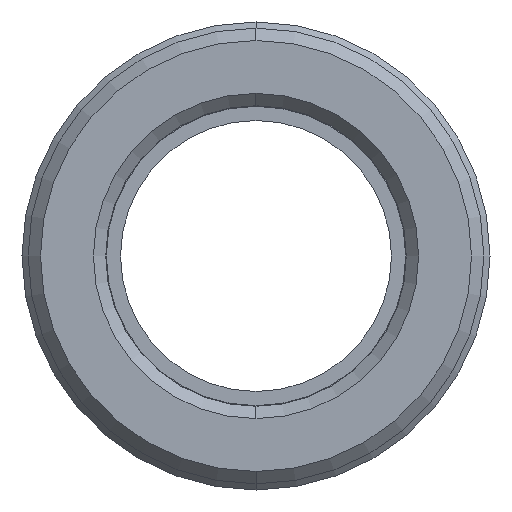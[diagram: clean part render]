
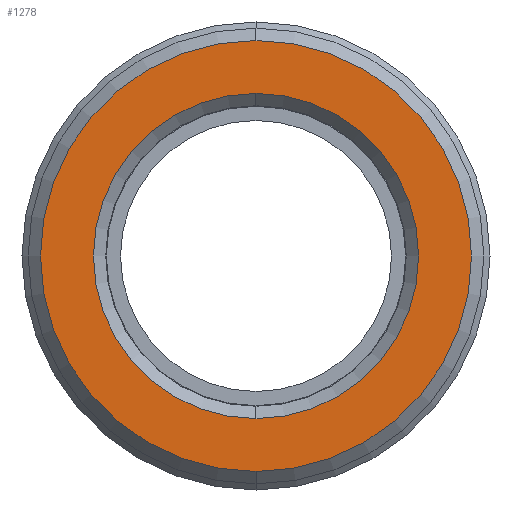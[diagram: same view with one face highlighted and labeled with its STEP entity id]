
A CAD part, front view. The second image highlights one B-rep face of the part: STEP entity #1278.
In plain terms, the highlighted planar face has unit normal (0, -1, 0).
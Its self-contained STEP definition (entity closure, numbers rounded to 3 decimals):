
#418 = DIRECTION ( 'NONE',  ( 0., 1., 0. ) ) ;
#419 = DIRECTION ( 'NONE',  ( 0., 0., 1. ) ) ;
#423 = CARTESIAN_POINT ( 'NONE',  ( 0., -21., 8.75 ) ) ;
#441 = CIRCLE ( 'NONE', #581, 6.6 ) ;
#561 = DIRECTION ( 'NONE',  ( 0., 0., 1. ) ) ;
#562 = DIRECTION ( 'NONE',  ( 0., 1., 0. ) ) ;
#563 = CARTESIAN_POINT ( 'NONE',  ( 0., -21., 0. ) ) ;
#564 = AXIS2_PLACEMENT_3D ( 'NONE', #563, #562, #561 ) ;
#565 = CIRCLE ( 'NONE', #564, 8.75 ) ;
#570 = DIRECTION ( 'NONE',  ( 0., 0., 1. ) ) ;
#571 = DIRECTION ( 'NONE',  ( 0., 1., 0. ) ) ;
#572 = CARTESIAN_POINT ( 'NONE',  ( -8.75, -21., 0. ) ) ;
#574 = AXIS2_PLACEMENT_3D ( 'NONE', #572, #571, #570 ) ;
#575 = PLANE ( 'NONE',  #574 ) ;
#576 = FACE_OUTER_BOUND ( 'NONE', #1277, .T. ) ;
#577 = FACE_BOUND ( 'NONE', #1279, .T. ) ;
#578 = DIRECTION ( 'NONE',  ( 0., 0., 1. ) ) ;
#579 = DIRECTION ( 'NONE',  ( 0., 1., 0. ) ) ;
#580 = CARTESIAN_POINT ( 'NONE',  ( 0., -21., 0. ) ) ;
#581 = AXIS2_PLACEMENT_3D ( 'NONE', #580, #579, #578 ) ;
#771 = VERTEX_POINT ( 'NONE', #1349 ) ;
#779 = EDGE_CURVE ( 'NONE', #780, #783, #1389, .T. ) ;
#780 = VERTEX_POINT ( 'NONE', #1363 ) ;
#783 = VERTEX_POINT ( 'NONE', #1355 ) ;
#786 = EDGE_CURVE ( 'NONE', #787, #771, #1378, .T. ) ;
#787 = VERTEX_POINT ( 'NONE', #423 ) ;
#790 = ORIENTED_EDGE ( 'NONE', *, *, #786, .F. ) ;
#791 = ORIENTED_EDGE ( 'NONE', *, *, #1306, .F. ) ;
#1124 = CARTESIAN_POINT ( 'NONE',  ( 0., -21., 0. ) ) ;
#1130 = AXIS2_PLACEMENT_3D ( 'NONE', #1124, #418, #419 ) ;
#1276 = EDGE_CURVE ( 'NONE', #783, #780, #441, .T. ) ;
#1277 = EDGE_LOOP ( 'NONE', ( #790, #791 ) ) ;
#1278 = ADVANCED_FACE ( 'NONE', ( #577, #576 ), #575, .F. ) ;
#1279 = EDGE_LOOP ( 'NONE', ( #1301, #1302 ) ) ;
#1301 = ORIENTED_EDGE ( 'NONE', *, *, #779, .T. ) ;
#1302 = ORIENTED_EDGE ( 'NONE', *, *, #1276, .T. ) ;
#1306 = EDGE_CURVE ( 'NONE', #771, #787, #565, .T. ) ;
#1349 = CARTESIAN_POINT ( 'NONE',  ( 0., -21., -8.75 ) ) ;
#1355 = CARTESIAN_POINT ( 'NONE',  ( 0., -21., 6.6 ) ) ;
#1363 = CARTESIAN_POINT ( 'NONE',  ( 0., -21., -6.6 ) ) ;
#1366 = DIRECTION ( 'NONE',  ( 0., 0., 1. ) ) ;
#1367 = DIRECTION ( 'NONE',  ( 0., 1., 0. ) ) ;
#1368 = CARTESIAN_POINT ( 'NONE',  ( 0., -21., 0. ) ) ;
#1369 = AXIS2_PLACEMENT_3D ( 'NONE', #1368, #1367, #1366 ) ;
#1378 = CIRCLE ( 'NONE', #1130, 8.75 ) ;
#1389 = CIRCLE ( 'NONE', #1369, 6.6 ) ;
